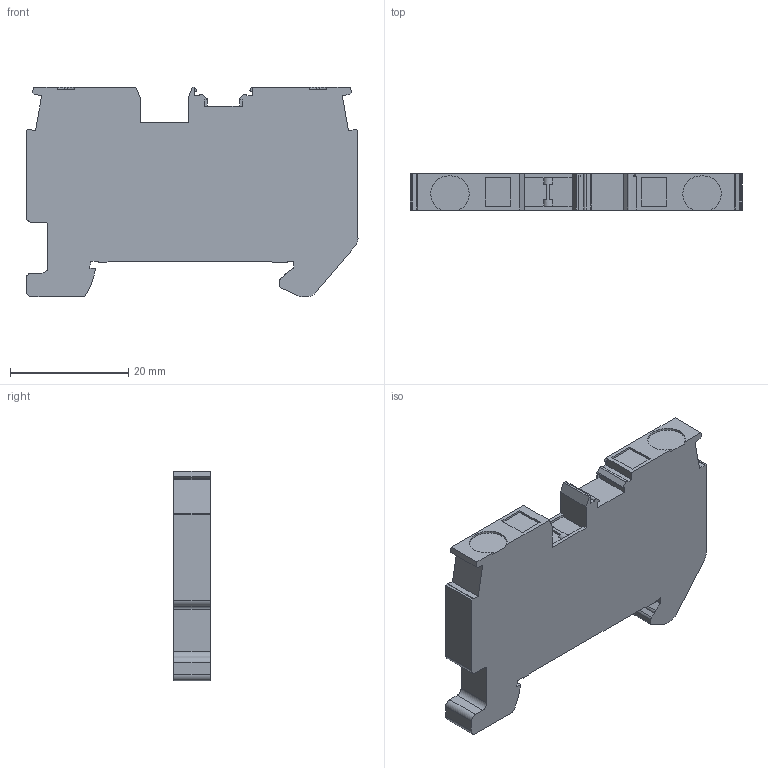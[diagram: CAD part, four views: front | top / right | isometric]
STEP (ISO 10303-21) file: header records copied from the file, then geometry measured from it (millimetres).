
FILE_DESCRIPTION( ( 'Unknown' ), '1' );
FILE_NAME( 'DST4-PE-D-20180925.stp', 'Unknown', ( 'Unknown' ), ( 'Unknown' ), 'XStep 1.0', 'Unknown', ' ' );
FILE_SCHEMA( ( 'automotive_design' ) );
Length unit declared in the file: millimetre
Products named in the file (1): SPET2.5-P03-20141008¯
Bounding box: 56.1 x 6.15 x 35.4 mm (x, y, z)
Volume: 9893.2 mm3; surface area: 4629.8 mm2
Topology: 1 solids, 1 shells, 135 faces, 391 edges, 260 vertices
Faces by surface type: plane 99, cylinder 36
Entity records: 5525 total; most frequent: CARTESIAN_POINT 787, ORIENTED_EDGE 782, DIRECTION 743, EDGE_CURVE 391, LINE 311, VECTOR 311, VERTEX_POINT 260, AXIS2_PLACEMENT_3D 216
